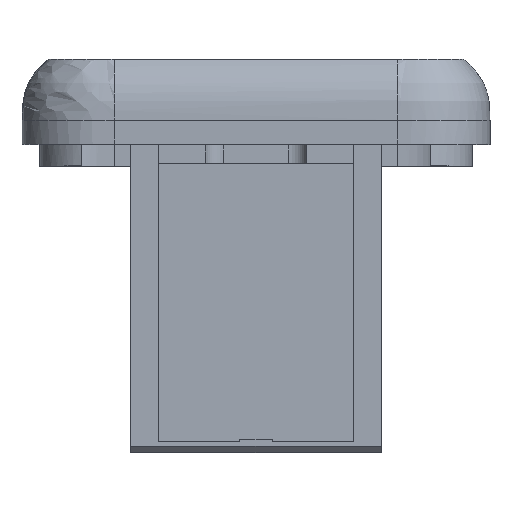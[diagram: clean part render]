
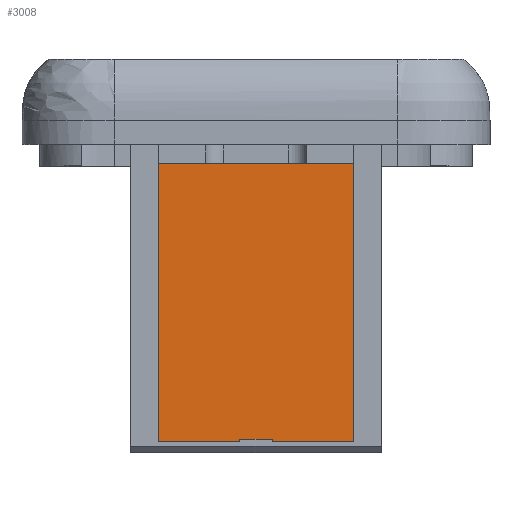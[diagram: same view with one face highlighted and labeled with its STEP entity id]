
A CAD part, top view. The second image highlights one B-rep face of the part: STEP entity #3008.
In plain terms, the highlighted planar face has unit normal (0, 0, 1).
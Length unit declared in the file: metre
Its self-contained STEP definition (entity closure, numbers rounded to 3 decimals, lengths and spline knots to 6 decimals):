
#860=ORIENTED_EDGE('',*,*,#1496,.F.);
#861=ORIENTED_EDGE('',*,*,#1119,.F.);
#862=ORIENTED_EDGE('',*,*,#1497,.F.);
#863=ORIENTED_EDGE('',*,*,#1498,.T.);
#1119=EDGE_CURVE('',#1565,#1566,#1854,.T.);
#1496=EDGE_CURVE('',#1566,#1831,#2098,.T.);
#1497=EDGE_CURVE('',#1832,#1565,#2099,.T.);
#1498=EDGE_CURVE('',#1832,#1831,#2100,.T.);
#1565=VERTEX_POINT('',#3940);
#1566=VERTEX_POINT('',#3942);
#1831=VERTEX_POINT('',#21902);
#1832=VERTEX_POINT('',#21904);
#1854=LINE('',#3941,#2154);
#2098=LINE('',#21901,#2398);
#2099=LINE('',#21903,#2399);
#2100=LINE('',#21905,#2400);
#2154=VECTOR('',#3271,1.);
#2398=VECTOR('',#3763,1.);
#2399=VECTOR('',#3764,1.);
#2400=VECTOR('',#3765,1.);
#2567=EDGE_LOOP('',(#860,#861,#862,#863));
#2744=FACE_BOUND('',#2567,.T.);
#2862=PLANE('',#3204);
#3008=ADVANCED_FACE('',(#2744),#2862,.T.);
#3204=AXIS2_PLACEMENT_3D('',#21900,#3761,#3762);
#3271=DIRECTION('',(-1.,0.,0.));
#3761=DIRECTION('',(0.,0.,1.));
#3762=DIRECTION('',(1.,0.,0.));
#3763=DIRECTION('',(0.,1.,0.));
#3764=DIRECTION('',(0.,-1.,0.));
#3765=DIRECTION('',(-1.,0.,0.));
#3940=CARTESIAN_POINT('',(0.009,0.0028,0.005004));
#3941=CARTESIAN_POINT('',(0.,0.0028,0.005004));
#3942=CARTESIAN_POINT('',(-0.009,0.0028,0.005004));
#21900=CARTESIAN_POINT('',(0.,0.02036,0.005004));
#21901=CARTESIAN_POINT('',(-0.009,0.02036,0.005004));
#21902=CARTESIAN_POINT('',(-0.009,0.0284,0.005004));
#21903=CARTESIAN_POINT('',(0.009,0.02036,0.005004));
#21904=CARTESIAN_POINT('',(0.009,0.0284,0.005004));
#21905=CARTESIAN_POINT('',(0.004684,0.0284,0.005004));
